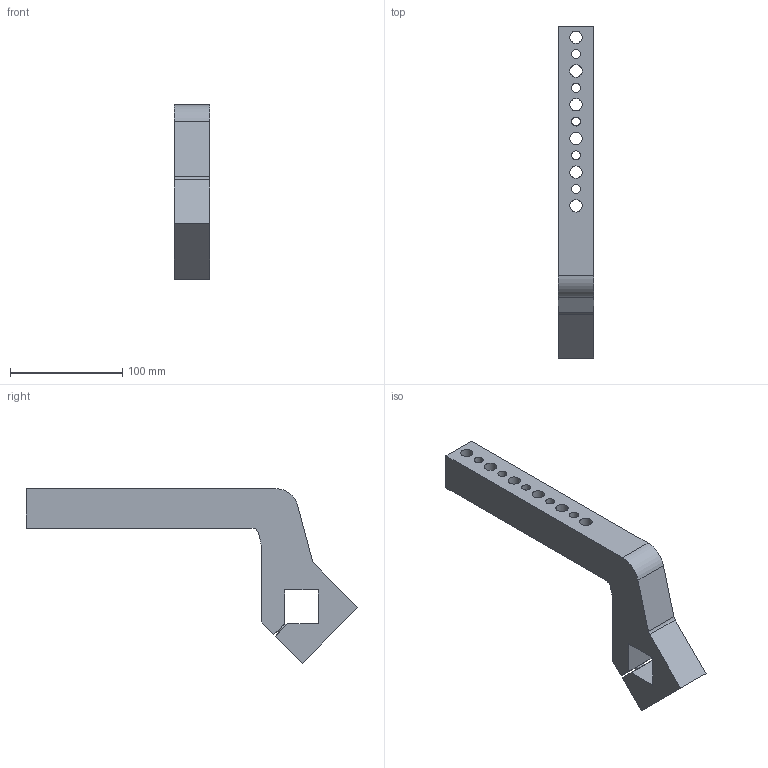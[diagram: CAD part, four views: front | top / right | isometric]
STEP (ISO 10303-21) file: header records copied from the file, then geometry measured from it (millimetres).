
FILE_DESCRIPTION(/* description */ (''),/* implementation_level */ '2;1');
FILE_NAME(/* name */ 'QNACA153M.stp',/* time_stamp */ '2018-11-16T08:54:23+01:00',/* author */ ('donadda1'),/* organization */ ('Pneumax S.p.A.'),/* preprocessor_version */ 'ST-DEVELOPER v17',/* originating_system */ 'Autodesk Inventor 2019',/* authorisation */ '');
FILE_SCHEMA (('AUTOMOTIVE_DESIGN { 1 0 10303 214 3 1 1 }'));
Length unit declared in the file: millimetre
Products named in the file (1): QNACA153M
Bounding box: 32 x 295.2 x 155.2 mm (x, y, z)
Volume: 414263.3 mm3; surface area: 67912.9 mm2
Topology: 1 solids, 1 shells, 35 faces, 100 edges, 66 vertices
Faces by surface type: plane 19, cylinder 16
Full cylindrical faces by diameter (mm): 8 x5, 10 x1, 11 x6
Entity records: 1239 total; most frequent: DIRECTION 206, CARTESIAN_POINT 202, ORIENTED_EDGE 200, EDGE_CURVE 100, AXIS2_PLACEMENT_3D 70, LINE 66, VECTOR 66, VERTEX_POINT 66
